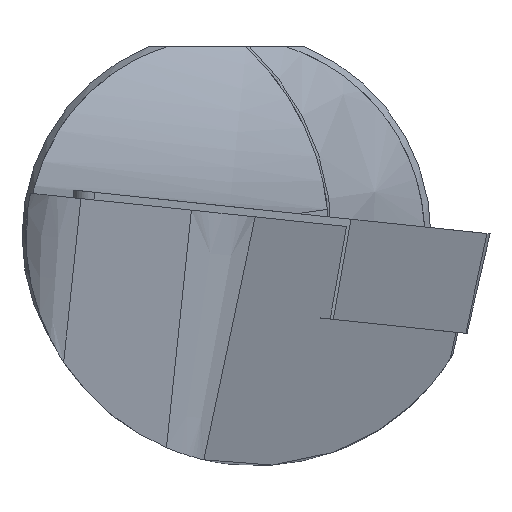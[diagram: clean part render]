
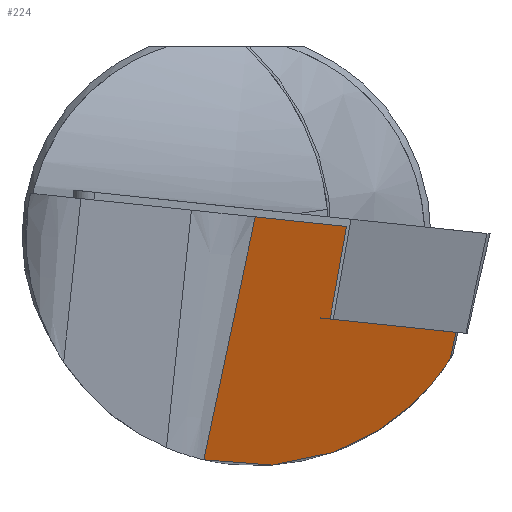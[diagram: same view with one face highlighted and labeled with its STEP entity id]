
A CAD part, left-side view. The second image highlights one B-rep face of the part: STEP entity #224.
In plain terms, the highlighted planar face has unit normal (-0.526, -0.824, -0.209).
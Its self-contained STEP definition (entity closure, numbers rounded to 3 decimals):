
#49=ELLIPSE('',#815,17.103,9.);
#77=B_SPLINE_CURVE_WITH_KNOTS('',3,(#1325,#1326,#1327,#1328),
 .UNSPECIFIED.,.F.,.F.,(4,4),(0.,1.),.UNSPECIFIED.);
#224=ADVANCED_FACE('',(#279),#244,.F.);
#244=PLANE('',#816);
#279=FACE_OUTER_BOUND('',#318,.T.);
#318=EDGE_LOOP('',(#482,#483,#484,#485,#486,#487));
#482=ORIENTED_EDGE('',*,*,#676,.T.);
#483=ORIENTED_EDGE('',*,*,#677,.T.);
#484=ORIENTED_EDGE('',*,*,#657,.T.);
#485=ORIENTED_EDGE('',*,*,#675,.F.);
#486=ORIENTED_EDGE('',*,*,#678,.T.);
#487=ORIENTED_EDGE('',*,*,#664,.T.);
#571=VERTEX_POINT('',#1324);
#572=VERTEX_POINT('',#1329);
#575=VERTEX_POINT('',#1559);
#576=VERTEX_POINT('',#1561);
#582=VERTEX_POINT('',#1629);
#583=VERTEX_POINT('',#1633);
#657=EDGE_CURVE('',#572,#571,#77,.T.);
#664=EDGE_CURVE('',#576,#575,#709,.T.);
#675=EDGE_CURVE('',#582,#571,#713,.T.);
#676=EDGE_CURVE('',#575,#583,#714,.T.);
#677=EDGE_CURVE('',#583,#572,#715,.T.);
#678=EDGE_CURVE('',#582,#576,#49,.T.);
#709=LINE('',#1560,#746);
#713=LINE('',#1630,#750);
#714=LINE('',#1632,#751);
#715=LINE('',#1634,#752);
#746=VECTOR('',#948,1.);
#750=VECTOR('',#966,1.);
#751=VECTOR('',#969,1.);
#752=VECTOR('',#970,1.);
#815=AXIS2_PLACEMENT_3D('',#1635,#971,#972);
#816=AXIS2_PLACEMENT_3D('',#1636,#973,#974);
#948=DIRECTION('',(-0.065,-0.207,0.976));
#966=DIRECTION('',(-0.065,-0.207,0.976));
#969=DIRECTION('',(-0.848,0.527,0.055));
#970=DIRECTION('',(-0.118,-0.173,0.978));
#971=DIRECTION('',(-0.526,-0.824,-0.209));
#972=DIRECTION('',(-0.85,0.51,0.129));
#973=DIRECTION('',(0.526,0.824,0.209));
#974=DIRECTION('',(-0.843,0.538,0.));
#1324=CARTESIAN_POINT('',(1.429,-1.125,0.736));
#1325=CARTESIAN_POINT('',(7.17,-4.695,0.359));
#1326=CARTESIAN_POINT('',(5.257,-3.505,0.484));
#1327=CARTESIAN_POINT('',(3.343,-2.315,0.61));
#1328=CARTESIAN_POINT('',(1.429,-1.125,0.736));
#1329=CARTESIAN_POINT('',(7.17,-4.695,0.359));
#1559=CARTESIAN_POINT('',(15.52,-8.976,-3.779));
#1560=CARTESIAN_POINT('',(15.261,-9.802,0.126));
#1561=CARTESIAN_POINT('',(15.588,-8.758,-4.809));
#1629=CARTESIAN_POINT('',(2.058,0.885,-8.767));
#1630=CARTESIAN_POINT('',(1.41,-1.188,1.031));
#1632=CARTESIAN_POINT('',(1.668,-0.362,-2.874));
#1633=CARTESIAN_POINT('',(7.608,-4.056,-3.262));
#1634=CARTESIAN_POINT('',(7.084,-4.822,1.075));
#1635=CARTESIAN_POINT('',(1.76,-1.15,0.));
#1636=CARTESIAN_POINT('',(1.41,-1.188,1.031));
